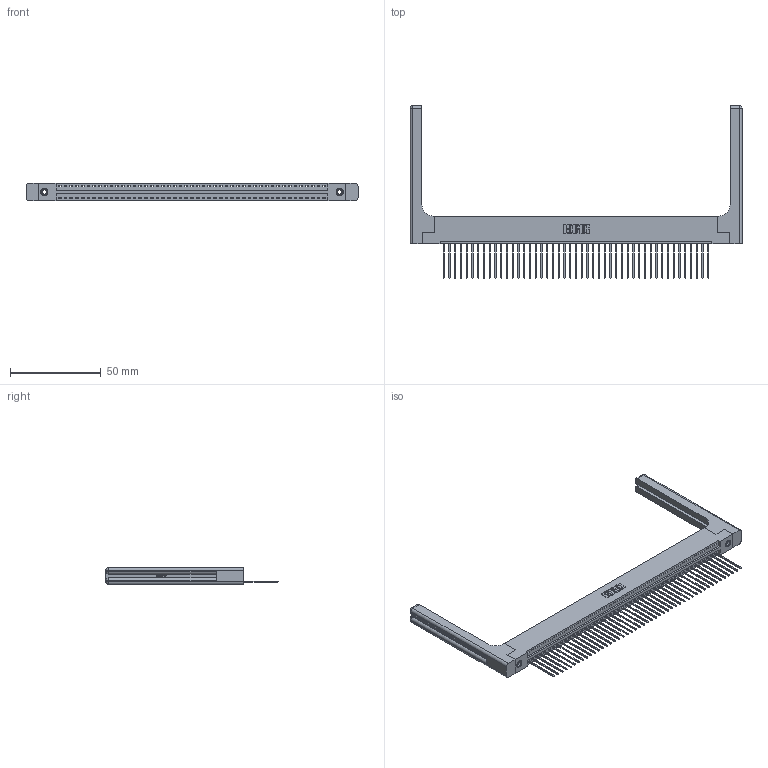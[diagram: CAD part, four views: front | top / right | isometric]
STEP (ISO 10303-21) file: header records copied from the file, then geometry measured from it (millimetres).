
FILE_DESCRIPTION (( 'STEP AP203' ), '1' );
FILE_NAME ('346-047-541-158.STEP', '2022-05-09T22:10:11', ( '' ), ( '' ), 'SwSTEP 2.0', 'SolidWorks 2020', '' );
FILE_SCHEMA (( 'CONFIG_CONTROL_DESIGN' ));
Length unit declared in the file: inch
Products named in the file (5): 346-047-541-158; 346 Part_Flush Mounting Lugs - 0.156 Dia-TH; 345-292-001_345-293-141; 346-220-058_345-220-058; 345-250-001_345-250-001-102
Assembly tree (52 placements, depth 2):
  346-047-541-158
    346 Part_Flush Mounting Lugs - 0.156 Dia-TH
    345-292-001_345-293-141  x47
    345-250-001_345-250-001-102  x2
    346-220-058_345-220-058  x2
Bounding box: 183.29 x 95.25 x 9.4 mm (x, y, z)
Volume: 25234.4 mm3; surface area: 28325 mm2
Topology: 52 solids, 52 shells, 3118 faces, 9303 edges, 6118 vertices
Faces by surface type: plane 2118, cylinder 940, bspline 36, cone 12, sphere 8, torus 4
Entity records: 34112 total; most frequent: CARTESIAN_POINT 6828, ORIENTED_EDGE 5604, DIRECTION 4948, EDGE_CURVE 2802, LINE 2390, VECTOR 2390, VERTEX_POINT 1858, AXIS2_PLACEMENT_3D 1279
